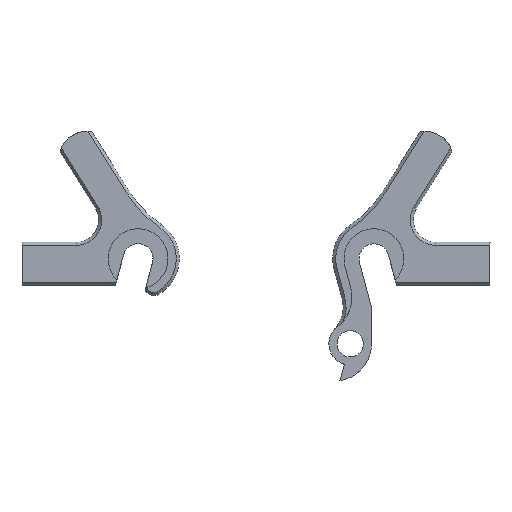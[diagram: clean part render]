
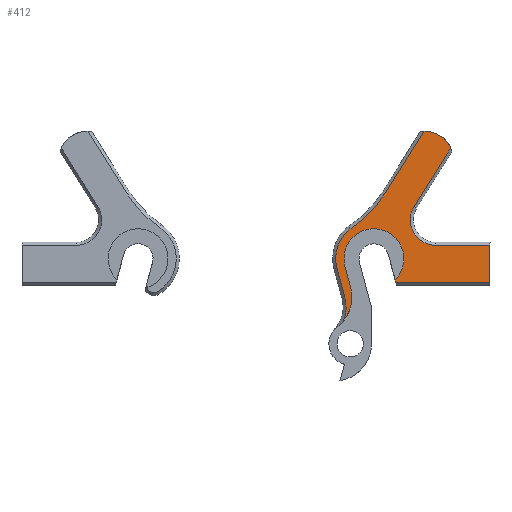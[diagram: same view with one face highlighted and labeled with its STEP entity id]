
A CAD part, top view. The second image highlights one B-rep face of the part: STEP entity #412.
In plain terms, the highlighted planar face has unit normal (0, 0, 1).
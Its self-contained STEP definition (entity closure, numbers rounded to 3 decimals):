
#90 = AXIS2_PLACEMENT_3D ( 'NONE', #976, #946, #949 ) ;
#140 = EDGE_CURVE ( 'NONE', #1134, #1099, #615, .T. ) ;
#142 = EDGE_CURVE ( 'NONE', #1298, #1202, #621, .T. ) ;
#143 = EDGE_CURVE ( 'NONE', #1153, #1106, #608, .T. ) ;
#150 = EDGE_CURVE ( 'NONE', #1202, #1105, #628, .T. ) ;
#153 = EDGE_CURVE ( 'NONE', #1099, #1298, #632, .T. ) ;
#159 = EDGE_CURVE ( 'NONE', #1175, #1153, #1267, .T. ) ;
#160 = EDGE_CURVE ( 'NONE', #1106, #1134, #1264, .T. ) ;
#161 = EDGE_CURVE ( 'NONE', #1147, #1175, #1268, .T. ) ;
#175 = EDGE_CURVE ( 'NONE', #1172, #1114, #798, .T. ) ;
#202 = EDGE_CURVE ( 'NONE', #1131, #1147, #652, .T. ) ;
#208 = EDGE_CURVE ( 'NONE', #1105, #1154, #1899, .T. ) ;
#253 = EDGE_CURVE ( 'NONE', #1114, #1141, #659, .T. ) ;
#260 = EDGE_CURVE ( 'NONE', #1154, #1200, #2111, .T. ) ;
#265 = EDGE_CURVE ( 'NONE', #1135, #1172, #801, .T. ) ;
#268 = EDGE_CURVE ( 'NONE', #1200, #1135, #1924, .T. ) ;
#296 = EDGE_CURVE ( 'NONE', #1141, #1131, #844, .T. ) ;
#315 = ORIENTED_EDGE ( 'NONE', *, *, #153, .T. ) ;
#346 = ORIENTED_EDGE ( 'NONE', *, *, #143, .T. ) ;
#384 = ORIENTED_EDGE ( 'NONE', *, *, #140, .T. ) ;
#412 = ADVANCED_FACE ( 'NONE', ( #867 ), #934, .T. ) ;
#574 = EDGE_LOOP ( 'NONE', ( #2162, #384, #315, #2135, #2186, #2151, #2190, #891, #2189, #1125, #2198, #2195, #2171, #1101, #1116, #346 ) ) ;
#608 = CIRCLE ( 'NONE', #1077, 12.954 ) ;
#615 = CIRCLE ( 'NONE', #1090, 12.128 ) ;
#621 = LINE ( 'NONE', #1764, #629 ) ;
#628 = CIRCLE ( 'NONE', #1039, 10.16 ) ;
#629 = VECTOR ( 'NONE', #1692, 1000. ) ;
#632 = CIRCLE ( 'NONE', #1075, 12.7 ) ;
#652 = CIRCLE ( 'NONE', #1059, 9.525 ) ;
#659 = CIRCLE ( 'NONE', #1089, 8.636 ) ;
#798 = LINE ( 'NONE', #1707, #803 ) ;
#801 = LINE ( 'NONE', #1491, #1215 ) ;
#803 = VECTOR ( 'NONE', #1759, 1000. ) ;
#844 = LINE ( 'NONE', #1548, #848 ) ;
#848 = VECTOR ( 'NONE', #1521, 1000. ) ;
#867 = FACE_OUTER_BOUND ( 'NONE', #574, .T. ) ;
#891 = ORIENTED_EDGE ( 'NONE', *, *, #268, .T. ) ;
#934 = PLANE ( 'NONE',  #90 ) ;
#946 = DIRECTION ( 'NONE',  ( 0., 0., 1. ) ) ;
#949 = DIRECTION ( 'NONE',  ( 1., 0., 0. ) ) ;
#976 = CARTESIAN_POINT ( 'NONE',  ( 173.268, 3.504, 4. ) ) ;
#1039 = AXIS2_PLACEMENT_3D ( 'NONE', #1679, #1790, #1661 ) ;
#1056 = AXIS2_PLACEMENT_3D ( 'NONE', #1347, #1384, #1463 ) ;
#1059 = AXIS2_PLACEMENT_3D ( 'NONE', #1793, #1660, #1662 ) ;
#1073 = AXIS2_PLACEMENT_3D ( 'NONE', #1812, #1705, #1785 ) ;
#1075 = AXIS2_PLACEMENT_3D ( 'NONE', #1701, #1663, #1697 ) ;
#1077 = AXIS2_PLACEMENT_3D ( 'NONE', #1683, #1681, #1668 ) ;
#1089 = AXIS2_PLACEMENT_3D ( 'NONE', #1437, #1436, #1435 ) ;
#1090 = AXIS2_PLACEMENT_3D ( 'NONE', #1728, #1784, #1693 ) ;
#1099 = VERTEX_POINT ( 'NONE', #1980 ) ;
#1101 = ORIENTED_EDGE ( 'NONE', *, *, #161, .T. ) ;
#1105 = VERTEX_POINT ( 'NONE', #2054 ) ;
#1106 = VERTEX_POINT ( 'NONE', #2010 ) ;
#1114 = VERTEX_POINT ( 'NONE', #2051 ) ;
#1116 = ORIENTED_EDGE ( 'NONE', *, *, #159, .T. ) ;
#1125 = ORIENTED_EDGE ( 'NONE', *, *, #175, .T. ) ;
#1131 = VERTEX_POINT ( 'NONE', #1985 ) ;
#1134 = VERTEX_POINT ( 'NONE', #2076 ) ;
#1135 = VERTEX_POINT ( 'NONE', #2057 ) ;
#1141 = VERTEX_POINT ( 'NONE', #2094 ) ;
#1147 = VERTEX_POINT ( 'NONE', #2088 ) ;
#1153 = VERTEX_POINT ( 'NONE', #2075 ) ;
#1154 = VERTEX_POINT ( 'NONE', #2029 ) ;
#1172 = VERTEX_POINT ( 'NONE', #1981 ) ;
#1175 = VERTEX_POINT ( 'NONE', #1972 ) ;
#1200 = VERTEX_POINT ( 'NONE', #2050 ) ;
#1202 = VERTEX_POINT ( 'NONE', #2045 ) ;
#1215 = VECTOR ( 'NONE', #1495, 1000. ) ;
#1264 = LINE ( 'NONE', #1787, #1269 ) ;
#1267 = CIRCLE ( 'NONE', #1073, 39.719 ) ;
#1268 = LINE ( 'NONE', #1665, #1272 ) ;
#1269 = VECTOR ( 'NONE', #1751, 1000. ) ;
#1272 = VECTOR ( 'NONE', #1712, 1000. ) ;
#1298 = VERTEX_POINT ( 'NONE', #2023 ) ;
#1347 = CARTESIAN_POINT ( 'NONE',  ( 186.171, -16.759, 4. ) ) ;
#1384 = DIRECTION ( 'NONE',  ( 0., 0., -1. ) ) ;
#1429 = CARTESIAN_POINT ( 'NONE',  ( 187.45, -21.676, 4. ) ) ;
#1435 = DIRECTION ( 'NONE',  ( 1., 0., 0. ) ) ;
#1436 = DIRECTION ( 'NONE',  ( 0., 0., -1. ) ) ;
#1437 = CARTESIAN_POINT ( 'NONE',  ( 199.202, -37.821, 4. ) ) ;
#1463 = DIRECTION ( 'NONE',  ( 1., 0., 0. ) ) ;
#1491 = CARTESIAN_POINT ( 'NONE',  ( 191.449, -56.168, 4. ) ) ;
#1495 = DIRECTION ( 'NONE',  ( 1., -0.007, 0. ) ) ;
#1521 = DIRECTION ( 'NONE',  ( 0.844, -0.536, 0. ) ) ;
#1527 = CARTESIAN_POINT ( 'NONE',  ( 177.86, -56.07, 4. ) ) ;
#1548 = CARTESIAN_POINT ( 'NONE',  ( 222.877, -42.624, 4. ) ) ;
#1552 = DIRECTION ( 'NONE',  ( -0.968, -0.252, 0. ) ) ;
#1568 = DIRECTION ( 'NONE',  ( -0.007, -1., 0. ) ) ;
#1660 = DIRECTION ( 'NONE',  ( 0., 0., 1. ) ) ;
#1661 = DIRECTION ( 'NONE',  ( 1., 0., 0. ) ) ;
#1662 = DIRECTION ( 'NONE',  ( 1., 0., 0. ) ) ;
#1663 = DIRECTION ( 'NONE',  ( 0., 0., 1. ) ) ;
#1665 = CARTESIAN_POINT ( 'NONE',  ( 208.503, -20.86, 4. ) ) ;
#1668 = DIRECTION ( 'NONE',  ( 1., 0., 0. ) ) ;
#1679 = CARTESIAN_POINT ( 'NONE',  ( 186.171, -16.759, 4. ) ) ;
#1681 = DIRECTION ( 'NONE',  ( 0., 0., 1. ) ) ;
#1683 = CARTESIAN_POINT ( 'NONE',  ( 186.171, -16.759, 4. ) ) ;
#1692 = DIRECTION ( 'NONE',  ( 0.968, 0.252, 0. ) ) ;
#1693 = DIRECTION ( 'NONE',  ( 1., 0., 0. ) ) ;
#1697 = DIRECTION ( 'NONE',  ( 1., 0., 0. ) ) ;
#1701 = CARTESIAN_POINT ( 'NONE',  ( 173.268, 3.504, 4. ) ) ;
#1705 = DIRECTION ( 'NONE',  ( 0., 0., -1. ) ) ;
#1707 = CARTESIAN_POINT ( 'NONE',  ( 190.566, -37.758, 4. ) ) ;
#1712 = DIRECTION ( 'NONE',  ( -0.844, 0.536, 0. ) ) ;
#1728 = CARTESIAN_POINT ( 'NONE',  ( 169.866, 4.916, 4. ) ) ;
#1751 = DIRECTION ( 'NONE',  ( -0.968, -0.252, 0. ) ) ;
#1759 = DIRECTION ( 'NONE',  ( 0.007, 1., 0. ) ) ;
#1764 = CARTESIAN_POINT ( 'NONE',  ( 176.467, -8.786, 4. ) ) ;
#1784 = DIRECTION ( 'NONE',  ( 0., 0., -1. ) ) ;
#1785 = DIRECTION ( 'NONE',  ( 1., 0., 0. ) ) ;
#1787 = CARTESIAN_POINT ( 'NONE',  ( 172.921, -6.822, 4. ) ) ;
#1790 = DIRECTION ( 'NONE',  ( 0., 0., -1. ) ) ;
#1793 = CARTESIAN_POINT ( 'NONE',  ( 219.743, -34.315, 4. ) ) ;
#1812 = CARTESIAN_POINT ( 'NONE',  ( 229.793, 12.671, 4. ) ) ;
#1899 = CIRCLE ( 'NONE', #1056, 10.16 ) ;
#1924 = LINE ( 'NONE', #1527, #1926 ) ;
#1926 = VECTOR ( 'NONE', #1568, 1000. ) ;
#1972 = CARTESIAN_POINT ( 'NONE',  ( 208.503, -20.86, 4. ) ) ;
#1980 = CARTESIAN_POINT ( 'NONE',  ( 165.14, -6.254, 4. ) ) ;
#1981 = CARTESIAN_POINT ( 'NONE',  ( 190.433, -56.161, 4. ) ) ;
#1985 = CARTESIAN_POINT ( 'NONE',  ( 223.546, -43.048, 4. ) ) ;
#2010 = CARTESIAN_POINT ( 'NONE',  ( 182.908, -4.223, 4. ) ) ;
#2023 = CARTESIAN_POINT ( 'NONE',  ( 176.467, -8.786, 4. ) ) ;
#2029 = CARTESIAN_POINT ( 'NONE',  ( 178.935, -23.891, 4. ) ) ;
#2045 = CARTESIAN_POINT ( 'NONE',  ( 183.612, -6.927, 4. ) ) ;
#2050 = CARTESIAN_POINT ( 'NONE',  ( 178.091, -24.111, 4. ) ) ;
#2051 = CARTESIAN_POINT ( 'NONE',  ( 190.566, -37.758, 4. ) ) ;
#2054 = CARTESIAN_POINT ( 'NONE',  ( 196.331, -16.759, 4. ) ) ;
#2057 = CARTESIAN_POINT ( 'NONE',  ( 177.86, -56.07, 4. ) ) ;
#2075 = CARTESIAN_POINT ( 'NONE',  ( 196.32, -8.71, 4. ) ) ;
#2076 = CARTESIAN_POINT ( 'NONE',  ( 172.921, -6.822, 4. ) ) ;
#2088 = CARTESIAN_POINT ( 'NONE',  ( 229.264, -34.042, 4. ) ) ;
#2094 = CARTESIAN_POINT ( 'NONE',  ( 203.831, -30.53, 4. ) ) ;
#2098 = VECTOR ( 'NONE', #1552, 1000. ) ;
#2111 = LINE ( 'NONE', #1429, #2098 ) ;
#2135 = ORIENTED_EDGE ( 'NONE', *, *, #142, .T. ) ;
#2151 = ORIENTED_EDGE ( 'NONE', *, *, #208, .T. ) ;
#2162 = ORIENTED_EDGE ( 'NONE', *, *, #160, .T. ) ;
#2171 = ORIENTED_EDGE ( 'NONE', *, *, #202, .T. ) ;
#2186 = ORIENTED_EDGE ( 'NONE', *, *, #150, .T. ) ;
#2189 = ORIENTED_EDGE ( 'NONE', *, *, #265, .T. ) ;
#2190 = ORIENTED_EDGE ( 'NONE', *, *, #260, .T. ) ;
#2195 = ORIENTED_EDGE ( 'NONE', *, *, #296, .T. ) ;
#2198 = ORIENTED_EDGE ( 'NONE', *, *, #253, .T. ) ;
